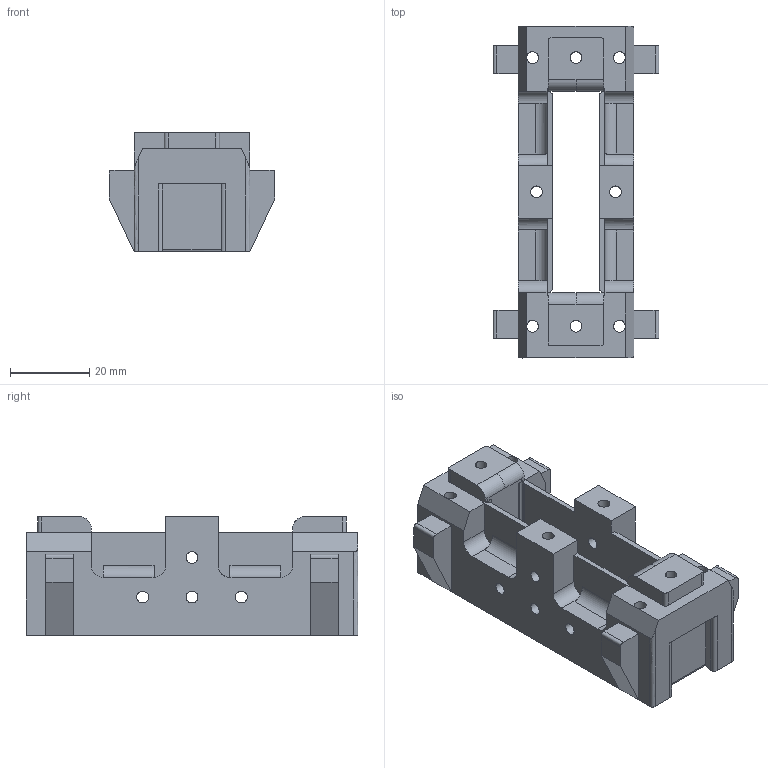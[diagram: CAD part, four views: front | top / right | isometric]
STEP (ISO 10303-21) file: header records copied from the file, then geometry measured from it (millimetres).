
FILE_DESCRIPTION(/* description */ (''),/* implementation_level */ '2;1');
FILE_NAME(/* name */ 'carrige_jam_t12_w50',/* time_stamp */ '2026-01-15T17:04:46+03:00',/* author */ (''),/* organization */ (''),/* preprocessor_version */ 'ST-DEVELOPER v16.5',/* originating_system */ 'Rhino 7.23',/* authorisation */ '');
FILE_SCHEMA (('CONFIG_CONTROL_DESIGN'));
Length unit declared in the file: millimetre
Products named in the file (1): Document
Bounding box: 42 x 84 x 30.01 mm (x, y, z)
Volume: 43163 mm3; surface area: 17455 mm2
Topology: 1 solids, 1 shells, 159 faces, 476 edges, 306 vertices
Faces by surface type: plane 89, cylinder 48, bspline 22
Full cylindrical faces by diameter (mm): 3 x22
Entity records: 5721 total; most frequent: CARTESIAN_POINT 2601, ORIENTED_EDGE 952, EDGE_CURVE 476, B_SPLINE_CURVE_WITH_KNOTS 338, VERTEX_POINT 306, EDGE_LOOP 188, ADVANCED_FACE 159, FACE_OUTER_BOUND 159
